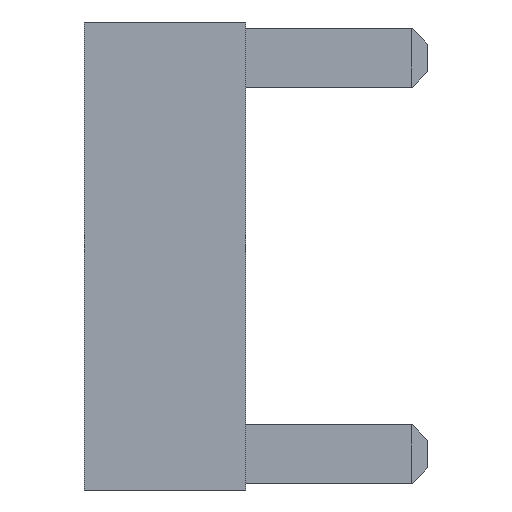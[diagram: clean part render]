
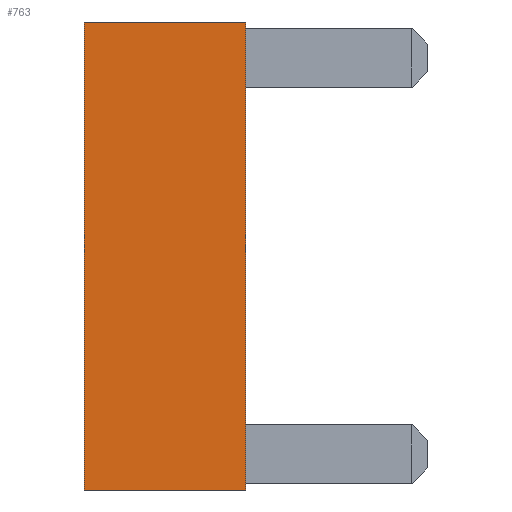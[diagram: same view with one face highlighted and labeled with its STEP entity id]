
A CAD part, left-side view. The second image highlights one B-rep face of the part: STEP entity #763.
In plain terms, the highlighted planar face has unit normal (-1, 0, 0).
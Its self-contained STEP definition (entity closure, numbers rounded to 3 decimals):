
#82 = CARTESIAN_POINT ( 'NONE',  ( -4.5, 3.1, -4.5 ) ) ;
#88 = FACE_OUTER_BOUND ( 'NONE', #2000, .T. ) ;
#89 = PLANE ( 'NONE',  #1671 ) ;
#91 = DIRECTION ( 'NONE',  ( 1., 0., 0. ) ) ;
#92 = DIRECTION ( 'NONE',  ( 0., 0., -1. ) ) ;
#317 = ORIENTED_EDGE ( 'NONE', *, *, #1528, .T. ) ;
#318 = ORIENTED_EDGE ( 'NONE', *, *, #1519, .F. ) ;
#319 = ORIENTED_EDGE ( 'NONE', *, *, #1525, .F. ) ;
#320 = ORIENTED_EDGE ( 'NONE', *, *, #1526, .T. ) ;
#763 = ADVANCED_FACE ( 'NONE', ( #88 ), #89, .F. ) ;
#854 = CARTESIAN_POINT ( 'NONE',  ( -4.5, 3.1, 4.5 ) ) ;
#878 = CARTESIAN_POINT ( 'NONE',  ( -4.5, 3.1, -4.5 ) ) ;
#930 = CARTESIAN_POINT ( 'NONE',  ( -4.5, 0., 4.5 ) ) ;
#937 = CARTESIAN_POINT ( 'NONE',  ( -4.5, 0., -4.5 ) ) ;
#1321 = LINE ( 'NONE', #1322, #1769 ) ;
#1322 = CARTESIAN_POINT ( 'NONE',  ( -4.5, 3.1, 4.5 ) ) ;
#1323 = DIRECTION ( 'NONE',  ( 0., -1., 0. ) ) ;
#1329 = LINE ( 'NONE', #1343, #1764 ) ;
#1339 = LINE ( 'NONE', #1341, #1763 ) ;
#1340 = LINE ( 'NONE', #1349, #1761 ) ;
#1341 = CARTESIAN_POINT ( 'NONE',  ( -4.5, 3.1, -4.5 ) ) ;
#1342 = DIRECTION ( 'NONE',  ( 0., 0., 1. ) ) ;
#1343 = CARTESIAN_POINT ( 'NONE',  ( -4.5, 3.1, -4.5 ) ) ;
#1345 = DIRECTION ( 'NONE',  ( 0., -1., 0. ) ) ;
#1349 = CARTESIAN_POINT ( 'NONE',  ( -4.5, 0., -4.5 ) ) ;
#1350 = DIRECTION ( 'NONE',  ( 0., 0., 1. ) ) ;
#1519 = EDGE_CURVE ( 'NONE', #1950, #2052, #1321, .T. ) ;
#1525 = EDGE_CURVE ( 'NONE', #1989, #1950, #1339, .T. ) ;
#1526 = EDGE_CURVE ( 'NONE', #1989, #2064, #1329, .T. ) ;
#1528 = EDGE_CURVE ( 'NONE', #2064, #2052, #1340, .T. ) ;
#1671 = AXIS2_PLACEMENT_3D ( 'NONE', #82, #91, #92 ) ;
#1761 = VECTOR ( 'NONE', #1350, 1000. ) ;
#1763 = VECTOR ( 'NONE', #1342, 1000. ) ;
#1764 = VECTOR ( 'NONE', #1345, 1000. ) ;
#1769 = VECTOR ( 'NONE', #1323, 1000. ) ;
#1950 = VERTEX_POINT ( 'NONE', #854 ) ;
#1989 = VERTEX_POINT ( 'NONE', #878 ) ;
#2000 = EDGE_LOOP ( 'NONE', ( #317, #318, #319, #320 ) ) ;
#2052 = VERTEX_POINT ( 'NONE', #930 ) ;
#2064 = VERTEX_POINT ( 'NONE', #937 ) ;
